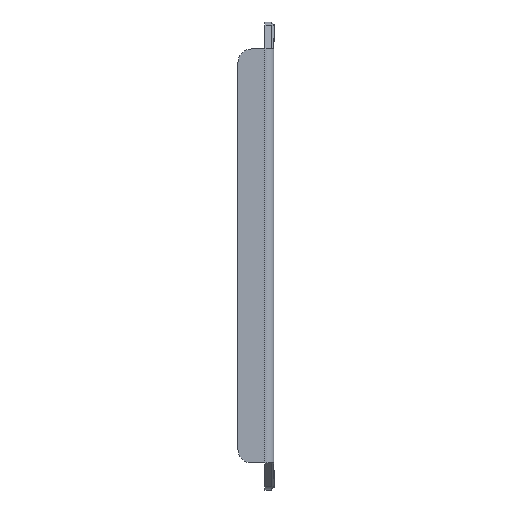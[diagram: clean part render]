
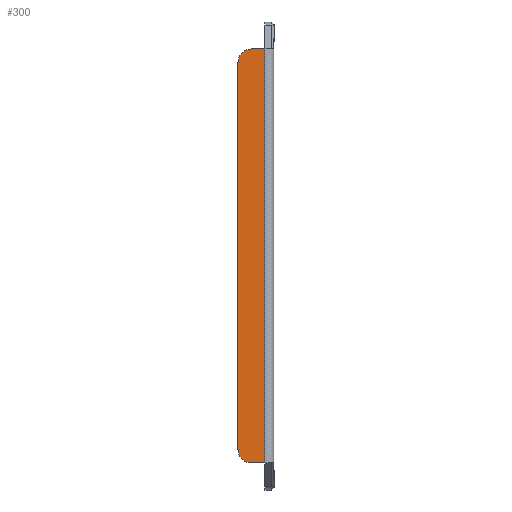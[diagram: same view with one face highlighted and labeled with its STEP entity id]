
A CAD part, left-side view. The second image highlights one B-rep face of the part: STEP entity #300.
In plain terms, the highlighted planar face has unit normal (-1, 0, 0).
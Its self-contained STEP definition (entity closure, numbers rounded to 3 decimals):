
#139=FACE_OUTER_BOUND('',#602,.T.);
#300=ADVANCED_FACE('',(#139),#461,.F.);
#461=PLANE('',#3119);
#602=EDGE_LOOP('',(#1076,#1077,#1078,#1079,#1080,#1081));
#852=CIRCLE('',#3116,3.);
#853=CIRCLE('',#3118,3.);
#1076=ORIENTED_EDGE('',*,*,#2208,.F.);
#1077=ORIENTED_EDGE('',*,*,#2209,.T.);
#1078=ORIENTED_EDGE('',*,*,#2210,.F.);
#1079=ORIENTED_EDGE('',*,*,#2211,.F.);
#1080=ORIENTED_EDGE('',*,*,#2203,.F.);
#1081=ORIENTED_EDGE('',*,*,#2207,.T.);
#1930=VERTEX_POINT('',#4532);
#1931=VERTEX_POINT('',#4533);
#1932=VERTEX_POINT('',#4538);
#1933=VERTEX_POINT('',#4542);
#1934=VERTEX_POINT('',#4544);
#1935=VERTEX_POINT('',#4546);
#2203=EDGE_CURVE('',#1930,#1931,#2569,.T.);
#2207=EDGE_CURVE('',#1930,#1932,#852,.T.);
#2208=EDGE_CURVE('',#1933,#1932,#2573,.T.);
#2209=EDGE_CURVE('',#1933,#1934,#853,.T.);
#2210=EDGE_CURVE('',#1935,#1934,#2574,.T.);
#2211=EDGE_CURVE('',#1931,#1935,#2575,.T.);
#2569=LINE('',#4531,#2829);
#2573=LINE('',#4541,#2833);
#2574=LINE('',#4545,#2834);
#2575=LINE('',#4547,#2835);
#2829=VECTOR('',#3562,1.);
#2833=VECTOR('',#3572,1.);
#2834=VECTOR('',#3575,1.);
#2835=VECTOR('',#3576,1.);
#3116=AXIS2_PLACEMENT_3D('',#4539,#3568,#3569);
#3118=AXIS2_PLACEMENT_3D('',#4543,#3573,#3574);
#3119=AXIS2_PLACEMENT_3D('',#4548,#3577,#3578);
#3562=DIRECTION('',(0.,-1.,0.));
#3568=DIRECTION('',(-1.,0.,0.));
#3569=DIRECTION('',(0.,0.,1.));
#3572=DIRECTION('',(0.,0.,1.));
#3573=DIRECTION('',(-1.,0.,0.));
#3574=DIRECTION('',(0.,1.,0.));
#3575=DIRECTION('',(0.,1.,0.));
#3576=DIRECTION('',(0.,0.,-1.));
#3577=DIRECTION('',(1.,0.,0.));
#3578=DIRECTION('',(0.,0.,1.));
#4531=CARTESIAN_POINT('',(14.5,-266.5,46.));
#4532=CARTESIAN_POINT('',(14.5,-266.5,46.));
#4533=CARTESIAN_POINT('',(14.5,-269.5,46.));
#4538=CARTESIAN_POINT('',(14.5,-263.5,43.));
#4539=CARTESIAN_POINT('',(14.5,-266.5,43.));
#4541=CARTESIAN_POINT('',(14.5,-263.5,-43.));
#4542=CARTESIAN_POINT('',(14.5,-263.5,-43.));
#4543=CARTESIAN_POINT('',(14.5,-266.5,-43.));
#4544=CARTESIAN_POINT('',(14.5,-266.5,-46.));
#4545=CARTESIAN_POINT('',(14.5,-269.5,-46.));
#4546=CARTESIAN_POINT('',(14.5,-269.5,-46.));
#4547=CARTESIAN_POINT('',(14.5,-269.5,46.));
#4548=CARTESIAN_POINT('',(14.5,-271.5,-46.));
